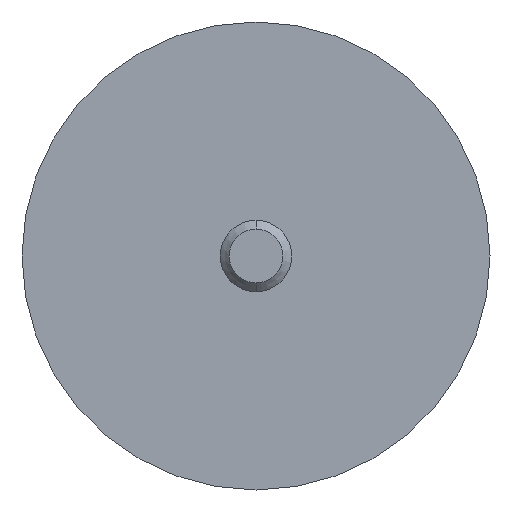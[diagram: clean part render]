
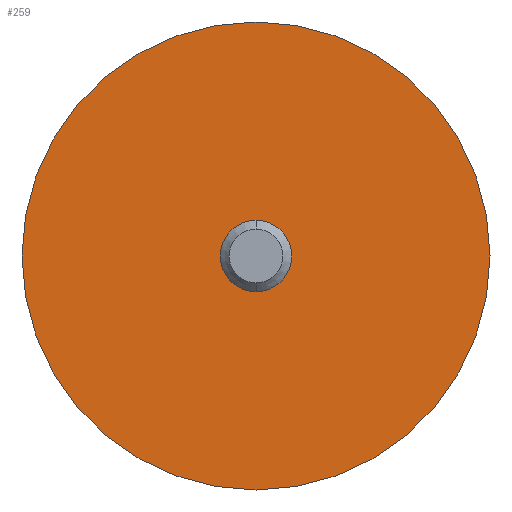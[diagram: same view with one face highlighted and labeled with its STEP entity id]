
A CAD part, front view. The second image highlights one B-rep face of the part: STEP entity #259.
In plain terms, the highlighted planar face has unit normal (0, -1, 0).
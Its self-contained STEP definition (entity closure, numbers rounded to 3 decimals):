
#5 = CIRCLE ( 'NONE', #70, 13.1 ) ;
#17 = DIRECTION ( 'NONE',  ( 0., 1., 0. ) ) ;
#26 = VERTEX_POINT ( 'NONE', #282 ) ;
#41 = DIRECTION ( 'NONE',  ( 0., 1., 0. ) ) ;
#51 = VERTEX_POINT ( 'NONE', #220 ) ;
#62 = CIRCLE ( 'NONE', #310, 2. ) ;
#69 = CARTESIAN_POINT ( 'NONE',  ( 0., 0., 0. ) ) ;
#70 = AXIS2_PLACEMENT_3D ( 'NONE', #228, #41, #263 ) ;
#75 = ORIENTED_EDGE ( 'NONE', *, *, #385, .F. ) ;
#95 = CARTESIAN_POINT ( 'NONE',  ( 0., 0., 0. ) ) ;
#104 = EDGE_LOOP ( 'NONE', ( #118, #75 ) ) ;
#113 = CIRCLE ( 'NONE', #176, 2. ) ;
#114 = EDGE_LOOP ( 'NONE', ( #312, #271 ) ) ;
#118 = ORIENTED_EDGE ( 'NONE', *, *, #194, .F. ) ;
#129 = DIRECTION ( 'NONE',  ( 0., 0., 1. ) ) ;
#142 = AXIS2_PLACEMENT_3D ( 'NONE', #169, #390, #208 ) ;
#160 = VERTEX_POINT ( 'NONE', #291 ) ;
#164 = CARTESIAN_POINT ( 'NONE',  ( 0., 0., 0. ) ) ;
#169 = CARTESIAN_POINT ( 'NONE',  ( 0., 0., 0. ) ) ;
#176 = AXIS2_PLACEMENT_3D ( 'NONE', #95, #327, #129 ) ;
#194 = EDGE_CURVE ( 'NONE', #51, #285, #5, .T. ) ;
#197 = AXIS2_PLACEMENT_3D ( 'NONE', #69, #17, #232 ) ;
#202 = DIRECTION ( 'NONE',  ( 0., 0., 1. ) ) ;
#206 = FACE_BOUND ( 'NONE', #114, .T. ) ;
#208 = DIRECTION ( 'NONE',  ( 0., 0., 1. ) ) ;
#210 = FACE_OUTER_BOUND ( 'NONE', #104, .T. ) ;
#218 = EDGE_CURVE ( 'NONE', #26, #160, #113, .T. ) ;
#220 = CARTESIAN_POINT ( 'NONE',  ( 0., 0., -13.1 ) ) ;
#228 = CARTESIAN_POINT ( 'NONE',  ( 0., 0., 0. ) ) ;
#232 = DIRECTION ( 'NONE',  ( 0., 0., 1. ) ) ;
#259 = ADVANCED_FACE ( 'NONE', ( #210, #206 ), #355, .F. ) ;
#263 = DIRECTION ( 'NONE',  ( 0., 0., 1. ) ) ;
#264 = CIRCLE ( 'NONE', #142, 13.1 ) ;
#268 = CARTESIAN_POINT ( 'NONE',  ( 0., 0., 13.1 ) ) ;
#271 = ORIENTED_EDGE ( 'NONE', *, *, #218, .F. ) ;
#282 = CARTESIAN_POINT ( 'NONE',  ( 0., 0., -2. ) ) ;
#285 = VERTEX_POINT ( 'NONE', #268 ) ;
#291 = CARTESIAN_POINT ( 'NONE',  ( 0., 0., 2. ) ) ;
#309 = EDGE_CURVE ( 'NONE', #160, #26, #62, .T. ) ;
#310 = AXIS2_PLACEMENT_3D ( 'NONE', #164, #388, #202 ) ;
#312 = ORIENTED_EDGE ( 'NONE', *, *, #309, .F. ) ;
#327 = DIRECTION ( 'NONE',  ( 0., -1., 0. ) ) ;
#355 = PLANE ( 'NONE',  #197 ) ;
#385 = EDGE_CURVE ( 'NONE', #285, #51, #264, .T. ) ;
#388 = DIRECTION ( 'NONE',  ( 0., -1., 0. ) ) ;
#390 = DIRECTION ( 'NONE',  ( 0., 1., 0. ) ) ;
